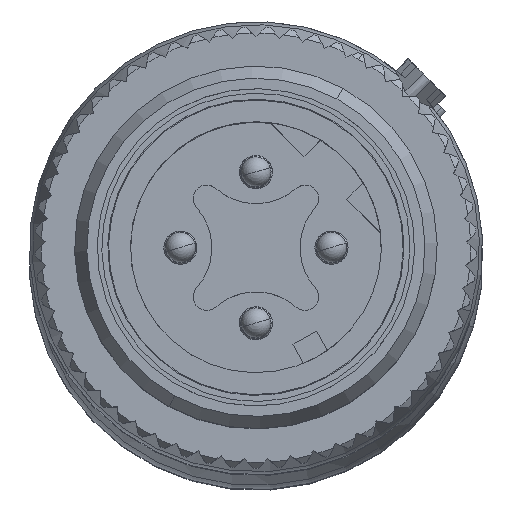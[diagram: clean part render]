
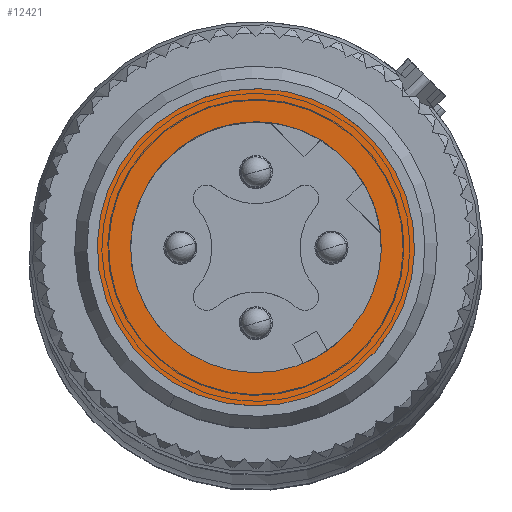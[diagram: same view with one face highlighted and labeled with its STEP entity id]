
A CAD part, top view. The second image highlights one B-rep face of the part: STEP entity #12421.
In plain terms, the highlighted planar face has unit normal (0, 0, 1).
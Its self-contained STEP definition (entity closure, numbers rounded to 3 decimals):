
#12351=AXIS2_PLACEMENT_3D('Circle Axis2P3D',#12349,#12350,$) ;
#12378=AXIS2_PLACEMENT_3D('Circle Axis2P3D',#12376,#12377,$) ;
#12397=AXIS2_PLACEMENT_3D('Plane Axis2P3D',#12394,#12395,#12396) ;
#12405=AXIS2_PLACEMENT_3D('Circle Axis2P3D',#12403,#12404,$) ;
#12414=AXIS2_PLACEMENT_3D('Circle Axis2P3D',#12412,#12413,$) ;
#12346=CARTESIAN_POINT('Vertex',(10.017,2.893,334.)) ;
#12349=CARTESIAN_POINT('Axis2P3D Location',(7.5,7.5,334.)) ;
#12353=CARTESIAN_POINT('Vertex',(4.983,12.107,334.)) ;
#12376=CARTESIAN_POINT('Axis2P3D Location',(7.5,7.5,334.)) ;
#12394=CARTESIAN_POINT('Axis2P3D Location',(7.5,3.35,334.)) ;
#12403=CARTESIAN_POINT('Axis2P3D Location',(7.5,7.5,334.)) ;
#12407=CARTESIAN_POINT('Vertex',(9.49,3.858,334.)) ;
#12409=CARTESIAN_POINT('Vertex',(5.51,11.142,334.)) ;
#12412=CARTESIAN_POINT('Axis2P3D Location',(7.5,7.5,334.)) ;
#12350=DIRECTION('Axis2P3D Direction',(0.,0.,1.)) ;
#12377=DIRECTION('Axis2P3D Direction',(0.,0.,1.)) ;
#12395=DIRECTION('Axis2P3D Direction',(0.,0.,1.)) ;
#12396=DIRECTION('Axis2P3D XDirection',(1.,0.,0.)) ;
#12404=DIRECTION('Axis2P3D Direction',(0.,0.,1.)) ;
#12413=DIRECTION('Axis2P3D Direction',(0.,0.,1.)) ;
#12400=ORIENTED_EDGE('',*,*,#12355,.T.) ;
#12401=ORIENTED_EDGE('',*,*,#12380,.T.) ;
#12418=ORIENTED_EDGE('',*,*,#12411,.F.) ;
#12419=ORIENTED_EDGE('',*,*,#12416,.F.) ;
#12420=FACE_BOUND('',#12417,.T.) ;
#12421=ADVANCED_FACE('Hauptk\X2\00F6\X0\rper',(#12402,#12420),#12398,.T.) ;
#12352=CIRCLE('generated circle',#12351,5.25) ;
#12379=CIRCLE('generated circle',#12378,5.25) ;
#12406=CIRCLE('generated circle',#12405,4.15) ;
#12415=CIRCLE('generated circle',#12414,4.15) ;
#12355=EDGE_CURVE('',#12354,#12347,#12352,.T.) ;
#12380=EDGE_CURVE('',#12347,#12354,#12379,.T.) ;
#12411=EDGE_CURVE('',#12408,#12410,#12406,.T.) ;
#12416=EDGE_CURVE('',#12410,#12408,#12415,.T.) ;
#12399=EDGE_LOOP('',(#12400,#12401)) ;
#12417=EDGE_LOOP('',(#12418,#12419)) ;
#12402=FACE_OUTER_BOUND('',#12399,.T.) ;
#12398=PLANE('',#12397) ;
#12347=VERTEX_POINT('',#12346) ;
#12354=VERTEX_POINT('',#12353) ;
#12408=VERTEX_POINT('',#12407) ;
#12410=VERTEX_POINT('',#12409) ;
